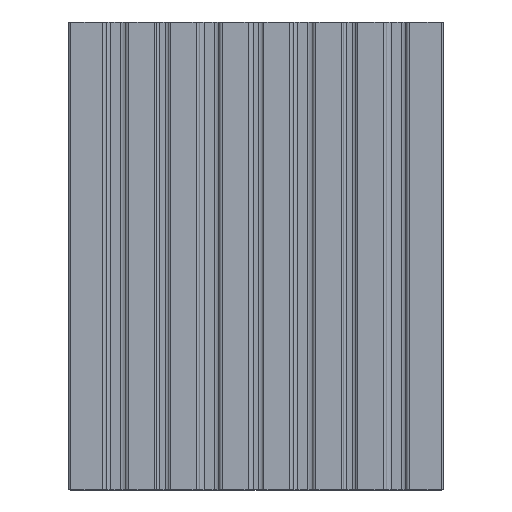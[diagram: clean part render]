
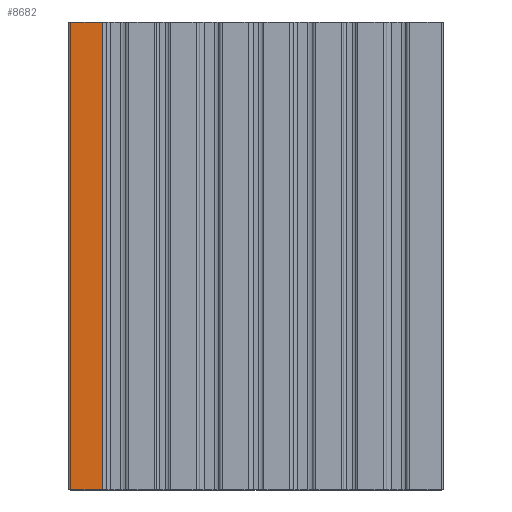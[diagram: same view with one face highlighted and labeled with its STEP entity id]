
A CAD part, top view. The second image highlights one B-rep face of the part: STEP entity #8682.
In plain terms, the highlighted planar face has unit normal (0, 0, 1).
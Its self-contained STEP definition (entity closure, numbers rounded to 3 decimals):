
#113 = DIRECTION ( 'NONE',  ( 1., 0., 0. ) ) ;
#294 = CARTESIAN_POINT ( 'NONE',  ( -65.6, 0., 8. ) ) ;
#385 = DIRECTION ( 'NONE',  ( 1., 0., 0. ) ) ;
#520 = ORIENTED_EDGE ( 'NONE', *, *, #2483, .T. ) ;
#567 = VECTOR ( 'NONE', #3139, 1000. ) ;
#1815 = DIRECTION ( 'NONE',  ( 1., 0., 0. ) ) ;
#1948 = CARTESIAN_POINT ( 'NONE',  ( -79.25, 0., 8. ) ) ;
#2171 = CARTESIAN_POINT ( 'NONE',  ( -79.25, 0., 8. ) ) ;
#2483 = EDGE_CURVE ( 'NONE', #6745, #6738, #6336, .T. ) ;
#3044 = EDGE_CURVE ( 'NONE', #6512, #6738, #9864, .T. ) ;
#3139 = DIRECTION ( 'NONE',  ( 0., 1., 0. ) ) ;
#3150 = CARTESIAN_POINT ( 'NONE',  ( 0., 200., 8. ) ) ;
#3841 = CARTESIAN_POINT ( 'NONE',  ( -65.6, 200., 8. ) ) ;
#3849 = AXIS2_PLACEMENT_3D ( 'NONE', #1948, #11289, #113 ) ;
#4268 = VECTOR ( 'NONE', #10390, 1000. ) ;
#4492 = CARTESIAN_POINT ( 'NONE',  ( -79.25, 0., 8. ) ) ;
#4518 = VECTOR ( 'NONE', #1815, 1000. ) ;
#4559 = LINE ( 'NONE', #2171, #4268 ) ;
#4856 = CARTESIAN_POINT ( 'NONE',  ( -79.25, 0., 8. ) ) ;
#5149 = VECTOR ( 'NONE', #385, 1000. ) ;
#5217 = FACE_OUTER_BOUND ( 'NONE', #11903, .T. ) ;
#6094 = CARTESIAN_POINT ( 'NONE',  ( -79.25, 200., 8. ) ) ;
#6336 = LINE ( 'NONE', #294, #567 ) ;
#6512 = VERTEX_POINT ( 'NONE', #6094 ) ;
#6583 = VERTEX_POINT ( 'NONE', #4492 ) ;
#6738 = VERTEX_POINT ( 'NONE', #3841 ) ;
#6745 = VERTEX_POINT ( 'NONE', #10487 ) ;
#7018 = LINE ( 'NONE', #4856, #4518 ) ;
#7019 = ORIENTED_EDGE ( 'NONE', *, *, #7327, .T. ) ;
#7327 = EDGE_CURVE ( 'NONE', #6583, #6745, #7018, .T. ) ;
#8682 = ADVANCED_FACE ( 'NONE', ( #5217 ), #10521, .T. ) ;
#9864 = LINE ( 'NONE', #3150, #5149 ) ;
#9971 = ORIENTED_EDGE ( 'NONE', *, *, #11286, .T. ) ;
#10390 = DIRECTION ( 'NONE',  ( 0., -1., 0. ) ) ;
#10487 = CARTESIAN_POINT ( 'NONE',  ( -65.6, 0., 8. ) ) ;
#10521 = PLANE ( 'NONE',  #3849 ) ;
#11286 = EDGE_CURVE ( 'NONE', #6512, #6583, #4559, .T. ) ;
#11289 = DIRECTION ( 'NONE',  ( 0., 0., 1. ) ) ;
#11903 = EDGE_LOOP ( 'NONE', ( #7019, #520, #12046, #9971 ) ) ;
#12046 = ORIENTED_EDGE ( 'NONE', *, *, #3044, .F. ) ;
